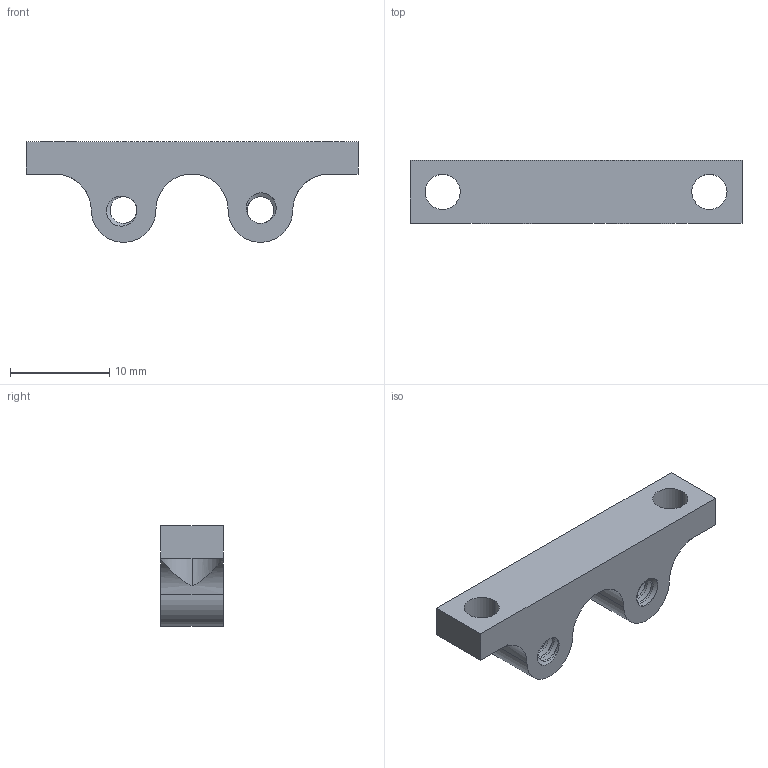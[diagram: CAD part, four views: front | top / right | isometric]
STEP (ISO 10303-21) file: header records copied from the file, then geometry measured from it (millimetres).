
FILE_DESCRIPTION (( 'STEP AP203' ), '1' );
FILE_NAME ('585504.STEP', '2016-08-22T20:21:00', ( '' ), ( '' ), 'SwSTEP 2.0', 'SolidWorks 2014', '' );
FILE_SCHEMA (( 'CONFIG_CONTROL_DESIGN' ));
Length unit declared in the file: inch
Products named in the file (1): 585504
Bounding box: 33.53 x 6.35 x 10.18 mm (x, y, z)
Volume: 1107.4 mm3; surface area: 1186 mm2
Topology: 1 solids, 1 shells, 97 faces, 285 edges, 190 vertices
Faces by surface type: cylinder 85, plane 8, bspline 4
Entity records: 5906 total; most frequent: CARTESIAN_POINT 3632, ORIENTED_EDGE 570, DIRECTION 365, EDGE_CURVE 285, VERTEX_POINT 190, AXIS2_PLACEMENT_3D 133, EDGE_LOOP 105, LINE 99
